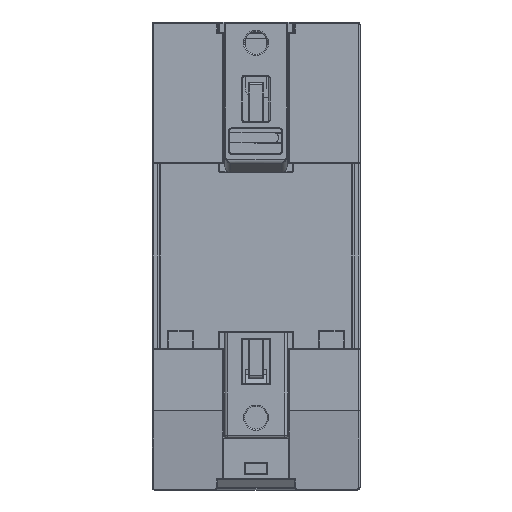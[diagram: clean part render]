
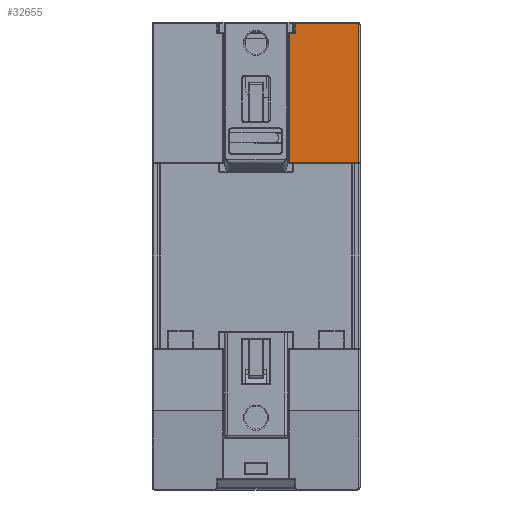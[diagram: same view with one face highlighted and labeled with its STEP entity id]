
A CAD part, front view. The second image highlights one B-rep face of the part: STEP entity #32655.
In plain terms, the highlighted planar face has unit normal (0, -1, 0).
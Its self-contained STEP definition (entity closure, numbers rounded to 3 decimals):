
#320 = AXIS2_PLACEMENT_3D ( 'NONE', #18422, #10010, #21948 ) ;
#415 = CARTESIAN_POINT ( 'NONE',  ( 177.153, 32.806, -5.97 ) ) ;
#422 = ORIENTED_EDGE ( 'NONE', *, *, #27624, .T. ) ;
#927 = CIRCLE ( 'NONE', #320, 0.3 ) ;
#1915 = ORIENTED_EDGE ( 'NONE', *, *, #24024, .T. ) ;
#3363 = ORIENTED_EDGE ( 'NONE', *, *, #32645, .T. ) ;
#3511 = CARTESIAN_POINT ( 'NONE',  ( 190.553, 32.806, -30.82 ) ) ;
#3819 = CARTESIAN_POINT ( 'NONE',  ( 150.753, 32.806, -3.77 ) ) ;
#4297 = CARTESIAN_POINT ( 'NONE',  ( 190.753, 32.806, -30.82 ) ) ;
#4748 = EDGE_CURVE ( 'NONE', #22439, #26240, #10345, .T. ) ;
#5463 = LINE ( 'NONE', #23268, #5870 ) ;
#5667 = DIRECTION ( 'NONE',  ( -1., 0., 0. ) ) ;
#5797 = ORIENTED_EDGE ( 'NONE', *, *, #9564, .T. ) ;
#5870 = VECTOR ( 'NONE', #8396, 1000. ) ;
#6073 = CARTESIAN_POINT ( 'NONE',  ( 178.403, 32.806, -4.27 ) ) ;
#6762 = VECTOR ( 'NONE', #37115, 1000. ) ;
#7283 = ORIENTED_EDGE ( 'NONE', *, *, #4748, .T. ) ;
#8386 = CARTESIAN_POINT ( 'NONE',  ( 190.553, 32.806, -4.27 ) ) ;
#8396 = DIRECTION ( 'NONE',  ( 0., 0., -1. ) ) ;
#8479 = LINE ( 'NONE', #37813, #28724 ) ;
#8712 = EDGE_CURVE ( 'NONE', #19413, #22439, #5463, .T. ) ;
#9564 = EDGE_CURVE ( 'NONE', #31608, #23437, #13513, .T. ) ;
#9734 = CARTESIAN_POINT ( 'NONE',  ( 178.703, 32.806, -3.97 ) ) ;
#9865 = DIRECTION ( 'NONE',  ( 0., 0., -1. ) ) ;
#10010 = DIRECTION ( 'NONE',  ( 0., -1., 0. ) ) ;
#10345 = LINE ( 'NONE', #4297, #27324 ) ;
#12570 = AXIS2_PLACEMENT_3D ( 'NONE', #3819, #15736, #9865 ) ;
#12604 = DIRECTION ( 'NONE',  ( 0., -1., 0. ) ) ;
#13453 = DIRECTION ( 'NONE',  ( 0., 0., 1. ) ) ;
#13513 = LINE ( 'NONE', #28365, #38698 ) ;
#13851 = LINE ( 'NONE', #37708, #21854 ) ;
#14838 = EDGE_CURVE ( 'NONE', #26240, #28842, #13851, .T. ) ;
#15736 = DIRECTION ( 'NONE',  ( 0., -1., 0. ) ) ;
#16396 = CARTESIAN_POINT ( 'NONE',  ( 150.753, 32.806, -5.97 ) ) ;
#16775 = LINE ( 'NONE', #16396, #6762 ) ;
#18422 = CARTESIAN_POINT ( 'NONE',  ( 178.703, 32.806, -4.27 ) ) ;
#18655 = PLANE ( 'NONE',  #12570 ) ;
#19413 = VERTEX_POINT ( 'NONE', #415 ) ;
#20404 = ORIENTED_EDGE ( 'NONE', *, *, #22214, .T. ) ;
#21215 = CARTESIAN_POINT ( 'NONE',  ( 190.253, 32.806, -4.27 ) ) ;
#21854 = VECTOR ( 'NONE', #13453, 1000. ) ;
#21948 = DIRECTION ( 'NONE',  ( 0., 0., -1. ) ) ;
#22175 = CARTESIAN_POINT ( 'NONE',  ( 177.153, 32.806, -30.82 ) ) ;
#22214 = EDGE_CURVE ( 'NONE', #31034, #26902, #8479, .T. ) ;
#22439 = VERTEX_POINT ( 'NONE', #22175 ) ;
#22801 = CARTESIAN_POINT ( 'NONE',  ( 178.403, 32.806, -5.97 ) ) ;
#23268 = CARTESIAN_POINT ( 'NONE',  ( 177.153, 32.806, -31.02 ) ) ;
#23437 = VERTEX_POINT ( 'NONE', #9734 ) ;
#24024 = EDGE_CURVE ( 'NONE', #23437, #31034, #927, .T. ) ;
#24333 = DIRECTION ( 'NONE',  ( 0., 0., -1. ) ) ;
#25023 = AXIS2_PLACEMENT_3D ( 'NONE', #21215, #12604, #24333 ) ;
#25873 = DIRECTION ( 'NONE',  ( 0., 0., -1. ) ) ;
#26240 = VERTEX_POINT ( 'NONE', #3511 ) ;
#26902 = VERTEX_POINT ( 'NONE', #22801 ) ;
#27324 = VECTOR ( 'NONE', #31644, 1000. ) ;
#27624 = EDGE_CURVE ( 'NONE', #26902, #19413, #16775, .T. ) ;
#28365 = CARTESIAN_POINT ( 'NONE',  ( 178.703, 32.806, -3.97 ) ) ;
#28724 = VECTOR ( 'NONE', #25873, 1000. ) ;
#28842 = VERTEX_POINT ( 'NONE', #8386 ) ;
#31034 = VERTEX_POINT ( 'NONE', #6073 ) ;
#31608 = VERTEX_POINT ( 'NONE', #38234 ) ;
#31644 = DIRECTION ( 'NONE',  ( 1., 0., 0. ) ) ;
#32017 = EDGE_LOOP ( 'NONE', ( #7283, #38466, #3363, #5797, #1915, #20404, #422, #38556 ) ) ;
#32645 = EDGE_CURVE ( 'NONE', #28842, #31608, #36924, .T. ) ;
#32655 = ADVANCED_FACE ( 'NONE', ( #36639 ), #18655, .T. ) ;
#36639 = FACE_OUTER_BOUND ( 'NONE', #32017, .T. ) ;
#36924 = CIRCLE ( 'NONE', #25023, 0.3 ) ;
#37115 = DIRECTION ( 'NONE',  ( -1., 0., 0. ) ) ;
#37708 = CARTESIAN_POINT ( 'NONE',  ( 190.553, 32.806, -4.27 ) ) ;
#37813 = CARTESIAN_POINT ( 'NONE',  ( 178.403, 32.806, -5.77 ) ) ;
#38234 = CARTESIAN_POINT ( 'NONE',  ( 190.253, 32.806, -3.97 ) ) ;
#38466 = ORIENTED_EDGE ( 'NONE', *, *, #14838, .T. ) ;
#38556 = ORIENTED_EDGE ( 'NONE', *, *, #8712, .T. ) ;
#38698 = VECTOR ( 'NONE', #5667, 1000. ) ;
